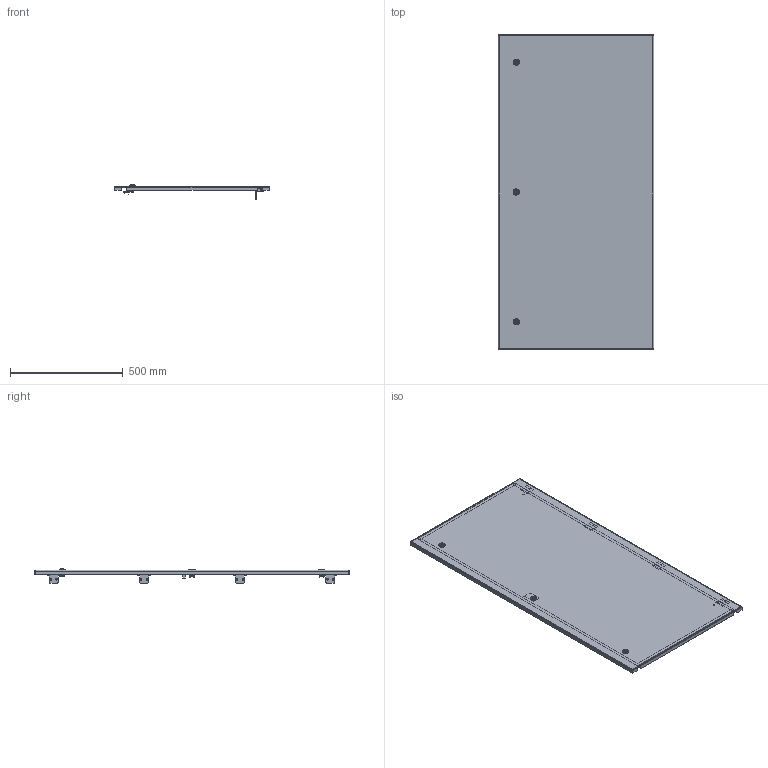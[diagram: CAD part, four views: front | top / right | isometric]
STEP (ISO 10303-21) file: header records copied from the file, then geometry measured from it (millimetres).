
FILE_DESCRIPTION (( 'STEP AP214' ), '1' );
FILE_NAME ('647.140.STEP', '2024-10-15T04:25:21', ( '' ), ( '' ), 'SwSTEP 2.0', 'SolidWorks 2021', '' );
FILE_SCHEMA (( 'AUTOMOTIVE_DESIGN' ));
Length unit declared in the file: millimetre
Products named in the file (22): _____.STEP; Âòóëêà øàðíèðà; ______ Z 3__.STEP; Äâåðü W700H1400; Çàìîê ïîä äâå áîðîäêè Z ðèãåëåì.STEP; 2101350253-15-DB15mm YEN_ G_BEK.STEP; 嵑謺麃; ______________ ______.STEP; Ïåòëÿ ùèòîâàÿ ïðèâàðíàÿ; Ðåçèíêà øàðíèðà; 630.000; Äâåðíîå ïîëîòíî W700H1400; 630.002; 2102200253-YEN_ PANO K_L_T KOVANI KROM.STEP; Øïèëüêà ïðèâàðíàÿ Ì6õ16; Áîëò Ì5õ10 ñ øåñòèãðàííîé ãîëîâêîé ñ ïðåññøàéáîé; 1207100236-Pano Kilit Yay_-1.STEP; 2311050230-plastik-rondela.STEP; 647.140; 嵑謺麃 瀁蠉澼鍣 094; 1209100038(M6x8 Kombi Vida)_sss.STEP; Ãàñêåòèíã äâåðè W700H1400
Assembly tree (40 placements, depth 3):
  647.140
    Äâåðü W700H1400
      Äâåðíîå ïîëîòíî W700H1400
      Ïåòëÿ ùèòîâàÿ ïðèâàðíàÿ  x4
      Øïèëüêà ïðèâàðíàÿ Ì6õ16  x2
      Ãàñêåòèíã äâåðè W700H1400
    630.000  x4
    630.002
    嵑謺麃 瀁蠉澼鍣 094  x4
      嵑謺麃
      Âòóëêà øàðíèðà
      Ðåçèíêà øàðíèðà
    Çàìîê ïîä äâå áîðîäêè Z ðèãåëåì.STEP  x3
      2102200253-YEN_ PANO K_L_T KOVANI KROM.STEP
      1207100236-Pano Kilit Yay_-1.STEP
      2311050230-plastik-rondela.STEP
      1209100038(M6x8 Kombi Vida)_sss.STEP
      2101350253-15-DB15mm YEN_ G_BEK.STEP
      _____.STEP
      ______________ ______.STEP
      ______ Z 3__.STEP
    Áîëò Ì5õ10 ñ øåñòèãðàííîé ãîëîâêîé ñ ïðåññøàéáîé  x8
Bounding box: 689 x 1395 x 62.23 mm (x, y, z)
Volume: 2343850.2 mm3; surface area: 2280617.2 mm2
Topology: 129 solids, 129 shells, 2967 faces, 7168 edges, 4566 vertices
Faces by surface type: plane 1228, cylinder 964, bspline 532, cone 133, torus 110
Entity records: 69309 total; most frequent: CARTESIAN_POINT 46778, ORIENTED_EDGE 4756, DIRECTION 3991, EDGE_CURVE 2378, VERTEX_POINT 1515, AXIS2_PLACEMENT_3D 1378, LINE 1235, VECTOR 1235
